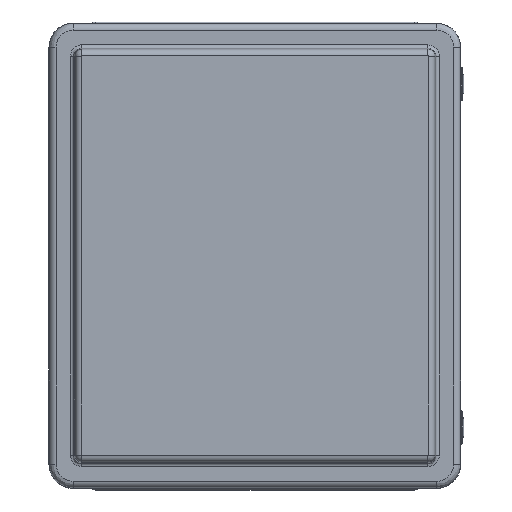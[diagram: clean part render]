
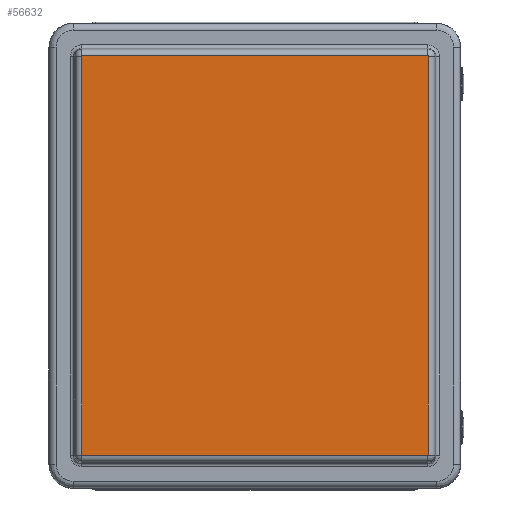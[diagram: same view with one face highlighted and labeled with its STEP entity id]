
A CAD part, top view. The second image highlights one B-rep face of the part: STEP entity #56632.
In plain terms, the highlighted planar face has unit normal (0, 0, 1).
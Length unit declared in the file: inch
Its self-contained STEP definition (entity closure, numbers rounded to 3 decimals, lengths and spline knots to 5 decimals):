
#253 = EDGE_CURVE ( 'NONE', #18749, #38722, #48736, .T. ) ;
#4442 = EDGE_CURVE ( 'NONE', #39111, #8421, #18901, .T. ) ;
#4600 = EDGE_CURVE ( 'NONE', #45896, #30946, #60434, .T. ) ;
#5886 = EDGE_CURVE ( 'NONE', #30946, #32588, #16710, .T. ) ;
#6242 = CARTESIAN_POINT ( 'NONE',  ( -6.49724, -7.4725, 1.69742 ) ) ;
#7193 = VECTOR ( 'NONE', #50440, 39.37008 ) ;
#8421 = VERTEX_POINT ( 'NONE', #29615 ) ;
#9934 = CIRCLE ( 'NONE', #28909, 0.00892 ) ;
#10396 = DIRECTION ( 'NONE',  ( 0., 0., 1. ) ) ;
#10811 = DIRECTION ( 'NONE',  ( 1., 0., 0. ) ) ;
#11051 = CARTESIAN_POINT ( 'NONE',  ( 6.47855, -7.48142, 1.69742 ) ) ;
#11832 = FACE_OUTER_BOUND ( 'NONE', #38821, .T. ) ;
#11958 = ORIENTED_EDGE ( 'NONE', *, *, #5886, .T. ) ;
#12613 = DIRECTION ( 'NONE',  ( 1., 0., 0. ) ) ;
#12988 = PLANE ( 'NONE',  #52643 ) ;
#13787 = DIRECTION ( 'NONE',  ( 0., 1., 0. ) ) ;
#16710 = CIRCLE ( 'NONE', #19968, 0.00892 ) ;
#17469 = LINE ( 'NONE', #20565, #35681 ) ;
#18749 = VERTEX_POINT ( 'NONE', #47061 ) ;
#18901 = CIRCLE ( 'NONE', #59395, 0.00892 ) ;
#19467 = CARTESIAN_POINT ( 'NONE',  ( -6.49724, 7.4725, 1.69742 ) ) ;
#19968 = AXIS2_PLACEMENT_3D ( 'NONE', #45269, #31189, #12613 ) ;
#20565 = CARTESIAN_POINT ( 'NONE',  ( -0.00489, 7.48142, 1.69742 ) ) ;
#21458 = EDGE_CURVE ( 'NONE', #38722, #49569, #28614, .T. ) ;
#22158 = ORIENTED_EDGE ( 'NONE', *, *, #56780, .T. ) ;
#23007 = CARTESIAN_POINT ( 'NONE',  ( -0.00489, 0., 1.69742 ) ) ;
#25697 = DIRECTION ( 'NONE',  ( 0., 0., 1. ) ) ;
#26099 = CARTESIAN_POINT ( 'NONE',  ( -6.48832, 7.4725, 1.69742 ) ) ;
#27522 = DIRECTION ( 'NONE',  ( 1., 0., 0. ) ) ;
#28095 = AXIS2_PLACEMENT_3D ( 'NONE', #26099, #58450, #31317 ) ;
#28614 = LINE ( 'NONE', #44199, #46105 ) ;
#28909 = AXIS2_PLACEMENT_3D ( 'NONE', #38771, #10396, #10811 ) ;
#29615 = CARTESIAN_POINT ( 'NONE',  ( 6.47855, 7.48142, 1.69742 ) ) ;
#30277 = ORIENTED_EDGE ( 'NONE', *, *, #21458, .T. ) ;
#30889 = CARTESIAN_POINT ( 'NONE',  ( 6.48746, -7.4725, 1.69742 ) ) ;
#30946 = VERTEX_POINT ( 'NONE', #11051 ) ;
#31189 = DIRECTION ( 'NONE',  ( 0., 0., 1. ) ) ;
#31317 = DIRECTION ( 'NONE',  ( 1., 0., 0. ) ) ;
#32588 = VERTEX_POINT ( 'NONE', #30889 ) ;
#35681 = VECTOR ( 'NONE', #53376, 39.37008 ) ;
#36385 = ORIENTED_EDGE ( 'NONE', *, *, #4600, .T. ) ;
#37787 = CARTESIAN_POINT ( 'NONE',  ( -6.48832, -7.48142, 1.69742 ) ) ;
#38722 = VERTEX_POINT ( 'NONE', #19467 ) ;
#38771 = CARTESIAN_POINT ( 'NONE',  ( -6.48832, -7.4725, 1.69742 ) ) ;
#38821 = EDGE_LOOP ( 'NONE', ( #39052, #36385, #11958, #22158, #56235, #57083, #53597, #30277 ) ) ;
#39052 = ORIENTED_EDGE ( 'NONE', *, *, #44519, .T. ) ;
#39111 = VERTEX_POINT ( 'NONE', #47247 ) ;
#42348 = CARTESIAN_POINT ( 'NONE',  ( 6.48746, 0., 1.69742 ) ) ;
#44199 = CARTESIAN_POINT ( 'NONE',  ( -6.49724, 0., 1.69742 ) ) ;
#44339 = CARTESIAN_POINT ( 'NONE',  ( -0.00489, -7.48142, 1.69742 ) ) ;
#44519 = EDGE_CURVE ( 'NONE', #49569, #45896, #9934, .T. ) ;
#45269 = CARTESIAN_POINT ( 'NONE',  ( 6.47855, -7.4725, 1.69742 ) ) ;
#45640 = DIRECTION ( 'NONE',  ( 0., 0., 1. ) ) ;
#45896 = VERTEX_POINT ( 'NONE', #37787 ) ;
#46105 = VECTOR ( 'NONE', #57834, 39.37008 ) ;
#47061 = CARTESIAN_POINT ( 'NONE',  ( -6.48832, 7.48142, 1.69742 ) ) ;
#47247 = CARTESIAN_POINT ( 'NONE',  ( 6.48746, 7.4725, 1.69742 ) ) ;
#48736 = CIRCLE ( 'NONE', #28095, 0.00892 ) ;
#49313 = CARTESIAN_POINT ( 'NONE',  ( 6.47855, 7.4725, 1.69742 ) ) ;
#49569 = VERTEX_POINT ( 'NONE', #6242 ) ;
#50440 = DIRECTION ( 'NONE',  ( 1., 0., 0. ) ) ;
#50508 = LINE ( 'NONE', #42348, #51258 ) ;
#51258 = VECTOR ( 'NONE', #13787, 39.37008 ) ;
#52643 = AXIS2_PLACEMENT_3D ( 'NONE', #23007, #45640, #27522 ) ;
#53376 = DIRECTION ( 'NONE',  ( -1., 0., 0. ) ) ;
#53597 = ORIENTED_EDGE ( 'NONE', *, *, #253, .T. ) ;
#56235 = ORIENTED_EDGE ( 'NONE', *, *, #4442, .T. ) ;
#56632 = ADVANCED_FACE ( 'NONE', ( #11832 ), #12988, .T. ) ;
#56780 = EDGE_CURVE ( 'NONE', #32588, #39111, #50508, .T. ) ;
#57083 = ORIENTED_EDGE ( 'NONE', *, *, #59893, .T. ) ;
#57834 = DIRECTION ( 'NONE',  ( 0., -1., 0. ) ) ;
#58258 = DIRECTION ( 'NONE',  ( 1., 0., 0. ) ) ;
#58450 = DIRECTION ( 'NONE',  ( 0., 0., 1. ) ) ;
#59395 = AXIS2_PLACEMENT_3D ( 'NONE', #49313, #25697, #58258 ) ;
#59893 = EDGE_CURVE ( 'NONE', #8421, #18749, #17469, .T. ) ;
#60434 = LINE ( 'NONE', #44339, #7193 ) ;
